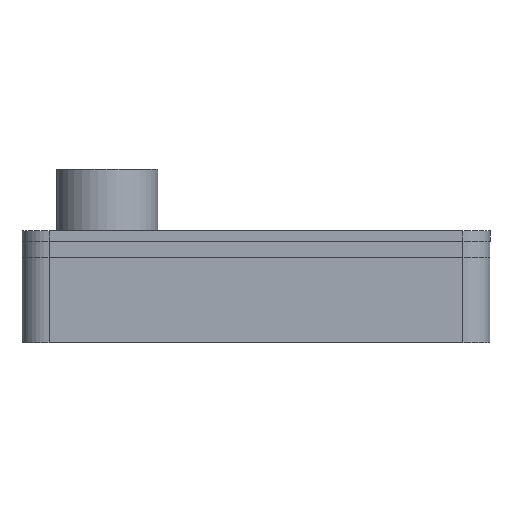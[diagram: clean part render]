
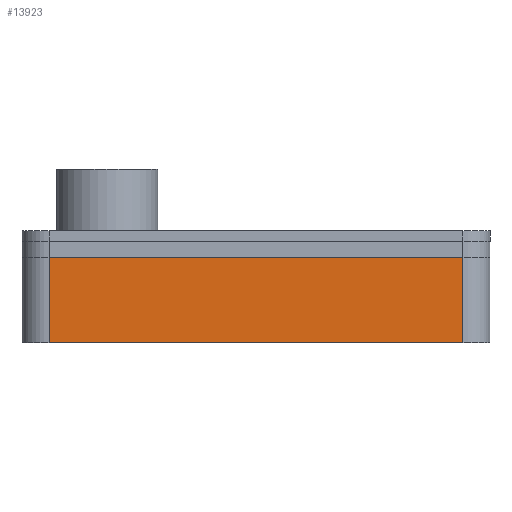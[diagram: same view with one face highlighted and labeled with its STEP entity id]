
A CAD part, left-side view. The second image highlights one B-rep face of the part: STEP entity #13923.
In plain terms, the highlighted planar face has unit normal (-1, 0, 0).
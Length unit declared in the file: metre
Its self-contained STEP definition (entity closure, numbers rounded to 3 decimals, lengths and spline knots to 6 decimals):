
#1686=ORIENTED_EDGE('',*,*,#5649,.F.);
#1687=ORIENTED_EDGE('',*,*,#5650,.T.);
#1688=ORIENTED_EDGE('',*,*,#5651,.T.);
#1689=ORIENTED_EDGE('',*,*,#5652,.T.);
#5649=EDGE_CURVE('',#7629,#7630,#8852,.T.);
#5650=EDGE_CURVE('',#7629,#7631,#8853,.T.);
#5651=EDGE_CURVE('',#7631,#7632,#8854,.T.);
#5652=EDGE_CURVE('',#7632,#7630,#8855,.F.);
#7629=VERTEX_POINT('',#20662);
#7630=VERTEX_POINT('',#20663);
#7631=VERTEX_POINT('',#20665);
#7632=VERTEX_POINT('',#20667);
#8852=LINE('',#20661,#10008);
#8853=LINE('',#20664,#10009);
#8854=LINE('',#20666,#10010);
#8855=LINE('',#20668,#10011);
#10008=VECTOR('',#16422,1.);
#10009=VECTOR('',#16423,1.);
#10010=VECTOR('',#16424,1.);
#10011=VECTOR('',#16425,1.);
#11011=EDGE_LOOP('',(#1686,#1687,#1688,#1689));
#12299=FACE_BOUND('',#11011,.T.);
#13563=PLANE('',#14873);
#13923=ADVANCED_FACE('',(#12299),#13563,.F.);
#14873=AXIS2_PLACEMENT_3D('',#20660,#16420,#16421);
#16420=DIRECTION('',(1.,0.,0.));
#16421=DIRECTION('',(0.,0.,-1.));
#16422=DIRECTION('',(0.,-1.,0.));
#16423=DIRECTION('',(0.,0.,-1.));
#16424=DIRECTION('',(0.,-1.,0.));
#16425=DIRECTION('',(0.,0.,-1.));
#20660=CARTESIAN_POINT('',(-0.072048,0.,0.004));
#20661=CARTESIAN_POINT('',(-0.072048,0.,0.016));
#20662=CARTESIAN_POINT('',(-0.072048,0.038718,0.016));
#20663=CARTESIAN_POINT('',(-0.072048,-0.038718,0.016));
#20664=CARTESIAN_POINT('',(-0.072048,0.038718,0.004));
#20665=CARTESIAN_POINT('',(-0.072048,0.038718,0.));
#20666=CARTESIAN_POINT('',(-0.072048,0.,0.));
#20667=CARTESIAN_POINT('',(-0.072048,-0.038718,0.));
#20668=CARTESIAN_POINT('',(-0.072048,-0.038718,0.016));
